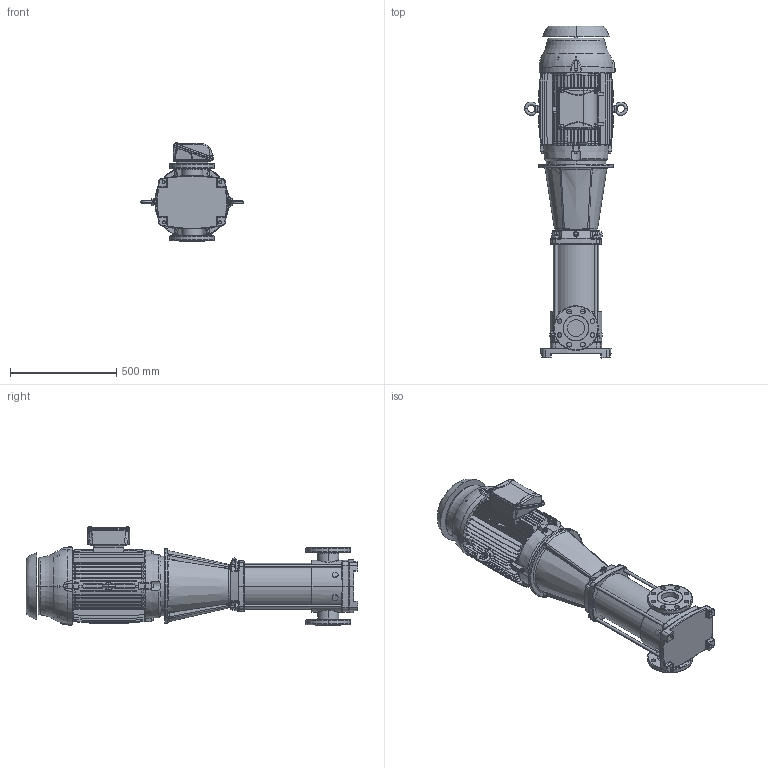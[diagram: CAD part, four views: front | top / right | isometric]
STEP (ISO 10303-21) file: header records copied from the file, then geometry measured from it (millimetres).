
FILE_DESCRIPTION (( 'STEP AP203' ), '1' );
FILE_NAME ('3303122 - MVI-225-4_1-30 HP-286TSC-304-E-230_460~3.step', '2022-03-30T19:46:26', ( '' ), ( '' ), 'SwSTEP 2.0', 'SolidWorks 2021', '' );
FILE_SCHEMA (( 'CONFIG_CONTROL_DESIGN' ));
Length unit declared in the file: inch
Products named in the file (5): 3303122 - MVI-225-4_1-30 HP-286TSC-304-E-230_460~3; TEFC MOTOR_2704071 - NEMA V2 30HP 284_6TSC 230_460~3 TEFC; sbi_n_45-4_1_flange(NEMA); MVI PEO - [304-EPDM]_3304122 - MVI-225-4_1-30 HP-286TSC-304-E-S; 2704071 - NEMA V2 30HP 284_6TSC 230_460~3 TEFC
Assembly tree (4 placements, depth 3):
  3303122 - MVI-225-4_1-30 HP-286TSC-304-E-230_460~3
    MVI PEO - [304-EPDM]_3304122 - MVI-225-4_1-30 HP-286TSC-304-E-S
      sbi_n_45-4_1_flange(NEMA)
    TEFC MOTOR_2704071 - NEMA V2 30HP 284_6TSC 230_460~3 TEFC
      2704071 - NEMA V2 30HP 284_6TSC 230_460~3 TEFC
Bounding box: 482.99 x 1559.8 x 466.9 mm (x, y, z)
Volume: 95825749.1 mm3; surface area: 3184309.2 mm2
Topology: 2 solids, 8 shells, 2467 faces, 6573 edges, 4226 vertices
Faces by surface type: plane 901, cylinder 812, bspline 403, cone 310, torus 31, sphere 10
Entity records: 118812 total; most frequent: CARTESIAN_POINT 60984, ORIENTED_EDGE 13058, DIRECTION 10603, EDGE_CURVE 6529, VERTEX_POINT 4222, AXIS2_PLACEMENT_3D 4057, EDGE_LOOP 2669, LINE 2489
